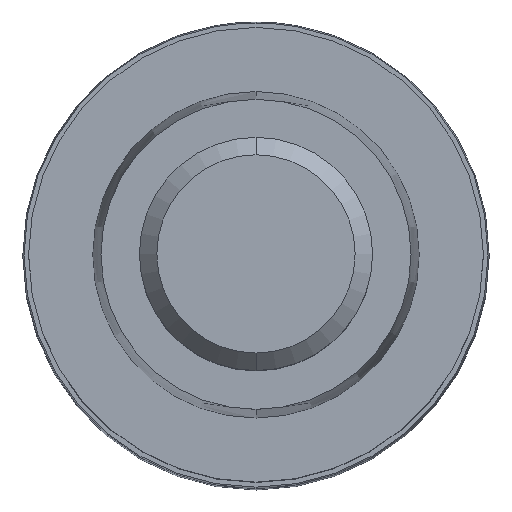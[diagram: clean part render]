
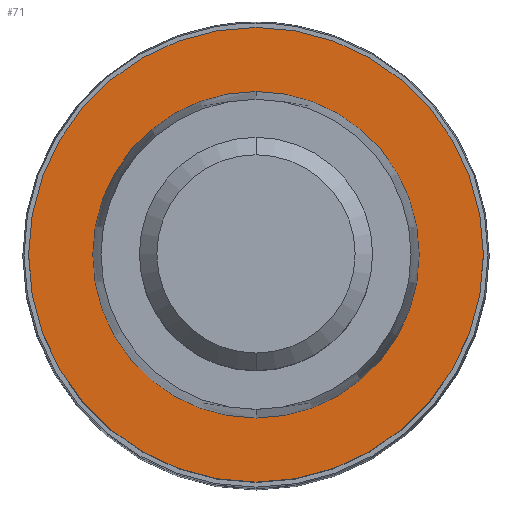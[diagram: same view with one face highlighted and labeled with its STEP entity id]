
A CAD part, top view. The second image highlights one B-rep face of the part: STEP entity #71.
In plain terms, the highlighted planar face has unit normal (0, 0, 1).
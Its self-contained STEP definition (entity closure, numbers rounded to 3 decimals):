
#34=FACE_BOUND('',#113,.T.);
#35=FACE_BOUND('',#114,.T.);
#58=PLANE('',#412);
#71=ADVANCED_FACE('',(#34,#35),#58,.F.);
#113=EDGE_LOOP('',(#182,#183));
#114=EDGE_LOOP('',(#184,#185));
#136=CIRCLE('',#406,9.75);
#137=CIRCLE('',#408,9.75);
#138=CIRCLE('',#410,7.);
#139=CIRCLE('',#411,7.);
#182=ORIENTED_EDGE('',*,*,#252,.F.);
#183=ORIENTED_EDGE('',*,*,#255,.F.);
#184=ORIENTED_EDGE('',*,*,#256,.F.);
#185=ORIENTED_EDGE('',*,*,#257,.F.);
#226=VERTEX_POINT('',#600);
#227=VERTEX_POINT('',#601);
#228=VERTEX_POINT('',#608);
#229=VERTEX_POINT('',#609);
#252=EDGE_CURVE('',#226,#227,#136,.T.);
#255=EDGE_CURVE('',#227,#226,#137,.T.);
#256=EDGE_CURVE('',#228,#229,#138,.T.);
#257=EDGE_CURVE('',#229,#228,#139,.T.);
#406=AXIS2_PLACEMENT_3D('',#599,#497,#498);
#408=AXIS2_PLACEMENT_3D('',#605,#503,#504);
#410=AXIS2_PLACEMENT_3D('',#607,#507,#508);
#411=AXIS2_PLACEMENT_3D('',#610,#509,#510);
#412=AXIS2_PLACEMENT_3D('',#611,#511,#512);
#497=DIRECTION('',(0.,0.,-1.));
#498=DIRECTION('',(0.,1.,0.));
#503=DIRECTION('',(0.,0.,-1.));
#504=DIRECTION('',(0.,-1.,0.));
#507=DIRECTION('',(0.,0.,1.));
#508=DIRECTION('',(0.,1.,0.));
#509=DIRECTION('',(0.,0.,1.));
#510=DIRECTION('',(0.,-1.,0.));
#511=DIRECTION('',(0.,0.,-1.));
#512=DIRECTION('',(0.,1.,0.));
#599=CARTESIAN_POINT('',(0.,0.,50.));
#600=CARTESIAN_POINT('',(0.,9.75,50.));
#601=CARTESIAN_POINT('',(0.,-9.75,50.));
#605=CARTESIAN_POINT('',(0.,0.,50.));
#607=CARTESIAN_POINT('',(0.,0.,50.));
#608=CARTESIAN_POINT('',(0.,7.,50.));
#609=CARTESIAN_POINT('',(0.,-7.,50.));
#610=CARTESIAN_POINT('',(0.,0.,50.));
#611=CARTESIAN_POINT('',(0.,0.,50.));
